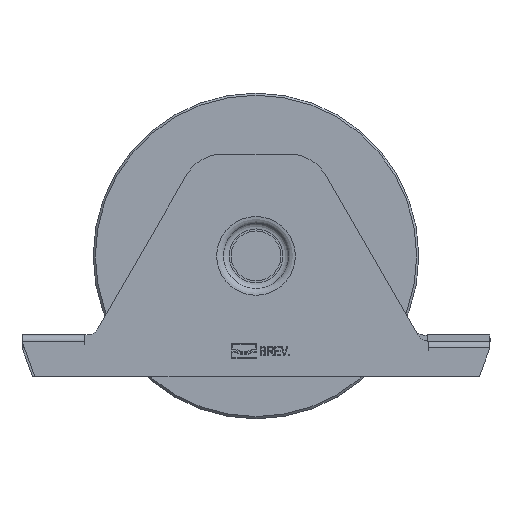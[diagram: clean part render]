
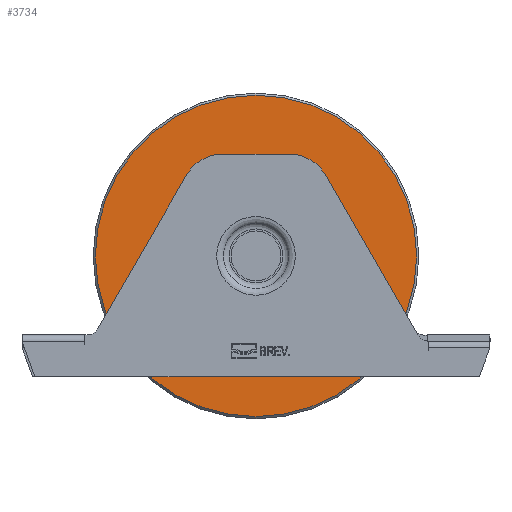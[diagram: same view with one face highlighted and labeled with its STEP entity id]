
A CAD part, top view. The second image highlights one B-rep face of the part: STEP entity #3734.
In plain terms, the highlighted face is planar.
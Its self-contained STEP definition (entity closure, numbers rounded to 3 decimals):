
#184=FACE_BOUND('',#594,.T.);
#234=PLANE('',#4083);
#380=FACE_OUTER_BOUND('',#593,.T.);
#593=EDGE_LOOP('',(#2657));
#594=EDGE_LOOP('',(#2658));
#1480=CIRCLE('',#4082,77.25);
#1481=CIRCLE('',#4084,30.);
#1679=VERTEX_POINT('',#5622);
#1680=VERTEX_POINT('',#5626);
#2092=EDGE_CURVE('',#1679,#1679,#1480,.T.);
#2094=EDGE_CURVE('',#1680,#1680,#1481,.T.);
#2657=ORIENTED_EDGE('',*,*,#2092,.F.);
#2658=ORIENTED_EDGE('',*,*,#2094,.F.);
#3734=ADVANCED_FACE('',(#380,#184),#234,.T.);
#4082=AXIS2_PLACEMENT_3D('',#5623,#4517,#4518);
#4083=AXIS2_PLACEMENT_3D('',#5625,#4520,#4521);
#4084=AXIS2_PLACEMENT_3D('',#5627,#4522,#4523);
#4517=DIRECTION('center_axis',(-1.,0.,0.));
#4518=DIRECTION('ref_axis',(0.,-1.,0.));
#4520=DIRECTION('center_axis',(1.,0.,0.));
#4521=DIRECTION('ref_axis',(0.,0.,-1.));
#4522=DIRECTION('center_axis',(1.,0.,0.));
#4523=DIRECTION('ref_axis',(0.,-1.,0.));
#5622=CARTESIAN_POINT('',(16.5,77.25,0.));
#5623=CARTESIAN_POINT('Origin',(16.5,0.,0.));
#5625=CARTESIAN_POINT('Origin',(16.5,54.,0.));
#5626=CARTESIAN_POINT('',(16.5,30.,0.));
#5627=CARTESIAN_POINT('Origin',(16.5,0.,0.));
